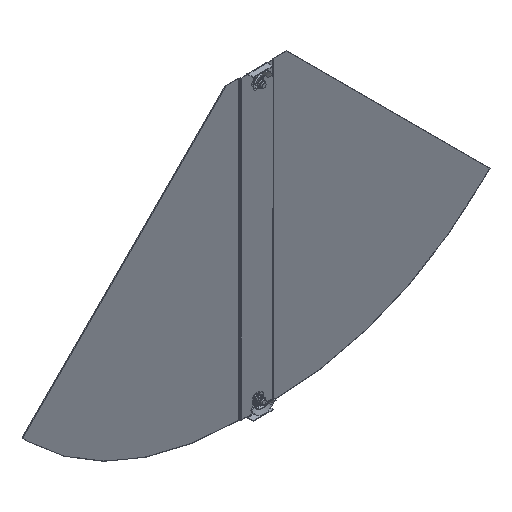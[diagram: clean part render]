
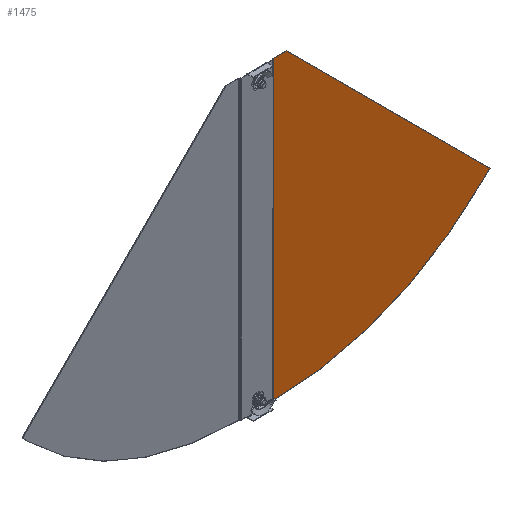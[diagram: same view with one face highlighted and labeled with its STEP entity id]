
A CAD part, isometric view. The second image highlights one B-rep face of the part: STEP entity #1475.
In plain terms, the highlighted planar face has unit normal (0, -1, 0).
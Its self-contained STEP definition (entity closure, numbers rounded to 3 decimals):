
#63 = PLANE ( 'NONE',  #2188 ) ;
#105 = EDGE_CURVE ( 'NONE', #2043, #2086, #3885, .T. ) ;
#155 = CARTESIAN_POINT ( 'NONE',  ( 61.2, -1., 0. ) ) ;
#185 = LINE ( 'NONE', #6208, #6752 ) ;
#325 = CARTESIAN_POINT ( 'NONE',  ( 34.835, -1., 0. ) ) ;
#506 = VECTOR ( 'NONE', #5476, 1000. ) ;
#601 = CARTESIAN_POINT ( 'NONE',  ( 34.835, -1., -595. ) ) ;
#925 = ORIENTED_EDGE ( 'NONE', *, *, #1511, .T. ) ;
#1071 = CARTESIAN_POINT ( 'NONE',  ( 456.256, -1., -421.785 ) ) ;
#1075 = AXIS2_PLACEMENT_3D ( 'NONE', #4797, #4167, #3612 ) ;
#1388 = VECTOR ( 'NONE', #3313, 1000. ) ;
#1475 = ADVANCED_FACE ( 'NONE', ( #5547 ), #63, .F. ) ;
#1511 = EDGE_CURVE ( 'NONE', #6338, #1806, #185, .T. ) ;
#1656 = ORIENTED_EDGE ( 'NONE', *, *, #2057, .T. ) ;
#1806 = VERTEX_POINT ( 'NONE', #325 ) ;
#2043 = VERTEX_POINT ( 'NONE', #601 ) ;
#2057 = EDGE_CURVE ( 'NONE', #5345, #6338, #4794, .T. ) ;
#2086 = VERTEX_POINT ( 'NONE', #4359 ) ;
#2188 = AXIS2_PLACEMENT_3D ( 'NONE', #2530, #4943, #3874 ) ;
#2305 = LINE ( 'NONE', #5354, #6808 ) ;
#2530 = CARTESIAN_POINT ( 'NONE',  ( 37., -1., -1. ) ) ;
#2592 = CARTESIAN_POINT ( 'NONE',  ( 469.621, -1., -408.421 ) ) ;
#2682 = DIRECTION ( 'NONE',  ( -1., 0., 0. ) ) ;
#2981 = EDGE_CURVE ( 'NONE', #7781, #5345, #4068, .T. ) ;
#3081 = EDGE_LOOP ( 'NONE', ( #4278, #5572, #4807, #1656, #925, #5292 ) ) ;
#3313 = DIRECTION ( 'NONE',  ( 1., 0., 0. ) ) ;
#3612 = DIRECTION ( 'NONE',  ( 0., 0., 1. ) ) ;
#3874 = DIRECTION ( 'NONE',  ( 0., 0., 1. ) ) ;
#3885 = LINE ( 'NONE', #6297, #1388 ) ;
#4068 = LINE ( 'NONE', #1071, #4990 ) ;
#4167 = DIRECTION ( 'NONE',  ( 0., -1., 0. ) ) ;
#4278 = ORIENTED_EDGE ( 'NONE', *, *, #105, .T. ) ;
#4359 = CARTESIAN_POINT ( 'NONE',  ( 37., -1., -595. ) ) ;
#4757 = CARTESIAN_POINT ( 'NONE',  ( 456.256, -1., -421.785 ) ) ;
#4794 = LINE ( 'NONE', #6552, #506 ) ;
#4797 = CARTESIAN_POINT ( 'NONE',  ( 37., -1., -1. ) ) ;
#4807 = ORIENTED_EDGE ( 'NONE', *, *, #2981, .T. ) ;
#4943 = DIRECTION ( 'NONE',  ( 0., 1., 0. ) ) ;
#4990 = VECTOR ( 'NONE', #6053, 1000. ) ;
#5292 = ORIENTED_EDGE ( 'NONE', *, *, #5924, .F. ) ;
#5345 = VERTEX_POINT ( 'NONE', #2592 ) ;
#5354 = CARTESIAN_POINT ( 'NONE',  ( 34.835, -1., -1. ) ) ;
#5476 = DIRECTION ( 'NONE',  ( -0.707, 0., 0.707 ) ) ;
#5547 = FACE_OUTER_BOUND ( 'NONE', #3081, .T. ) ;
#5572 = ORIENTED_EDGE ( 'NONE', *, *, #6433, .T. ) ;
#5924 = EDGE_CURVE ( 'NONE', #2043, #1806, #2305, .T. ) ;
#6053 = DIRECTION ( 'NONE',  ( 0.707, 0., 0.707 ) ) ;
#6172 = CIRCLE ( 'NONE', #1075, 594. ) ;
#6208 = CARTESIAN_POINT ( 'NONE',  ( 61.2, -1., 0. ) ) ;
#6297 = CARTESIAN_POINT ( 'NONE',  ( 0., -1., -595. ) ) ;
#6338 = VERTEX_POINT ( 'NONE', #155 ) ;
#6433 = EDGE_CURVE ( 'NONE', #2086, #7781, #6172, .T. ) ;
#6552 = CARTESIAN_POINT ( 'NONE',  ( 469.621, -1., -408.421 ) ) ;
#6752 = VECTOR ( 'NONE', #2682, 1000. ) ;
#6808 = VECTOR ( 'NONE', #7149, 1000. ) ;
#7149 = DIRECTION ( 'NONE',  ( 0., 0., 1. ) ) ;
#7781 = VERTEX_POINT ( 'NONE', #4757 ) ;
